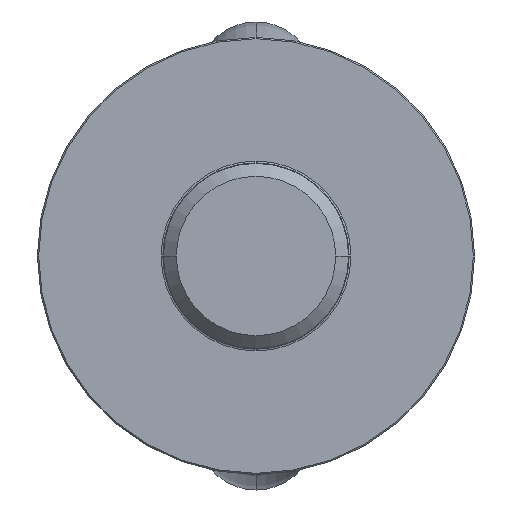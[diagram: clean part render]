
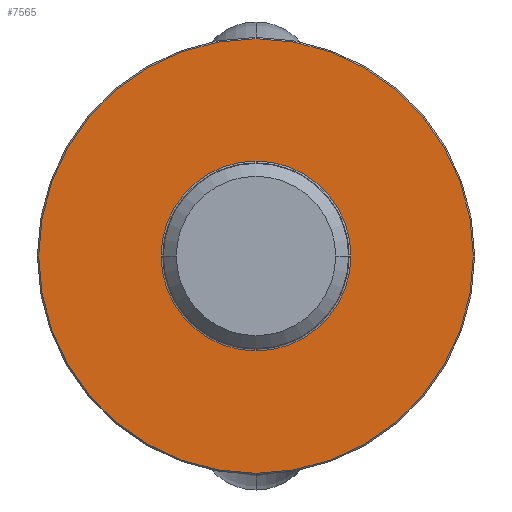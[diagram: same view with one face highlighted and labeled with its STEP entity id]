
A CAD part, front view. The second image highlights one B-rep face of the part: STEP entity #7565.
In plain terms, the highlighted planar face has unit normal (0, -1, 0).
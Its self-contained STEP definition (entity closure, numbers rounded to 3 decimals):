
#2=CARTESIAN_POINT('',(0.,0.,0.));
#3=DIRECTION('',(0.,-1.,0.));
#4=DIRECTION('',(1.,0.,0.));
#5=AXIS2_PLACEMENT_3D('',#2,#3,#4);
#7=CARTESIAN_POINT('',(0.,0.,0.));
#8=DIRECTION('',(0.,-1.,0.));
#9=DIRECTION('',(-1.,0.,0.));
#10=AXIS2_PLACEMENT_3D('',#7,#8,#9);
#12=CARTESIAN_POINT('',(0.,0.,0.));
#13=DIRECTION('',(0.,1.,0.));
#14=DIRECTION('',(1.,0.,0.));
#15=AXIS2_PLACEMENT_3D('',#12,#13,#14);
#30=CARTESIAN_POINT('',(0.,0.,0.));
#31=DIRECTION('',(0.,1.,0.));
#32=DIRECTION('',(-1.,0.,0.));
#33=AXIS2_PLACEMENT_3D('',#30,#31,#32);
#5764=CARTESIAN_POINT('',(36.914,0.,0.));
#5765=CARTESIAN_POINT('',(-36.914,0.,0.));
#5766=VERTEX_POINT('',#5764);
#5767=VERTEX_POINT('',#5765);
#5780=CARTESIAN_POINT('',(-84.5,0.,0.));
#5781=CARTESIAN_POINT('',(84.5,0.,0.));
#5782=VERTEX_POINT('',#5780);
#5783=VERTEX_POINT('',#5781);
#7548=CARTESIAN_POINT('',(0.,0.,0.));
#7549=DIRECTION('',(0.,1.,0.));
#7550=DIRECTION('',(1.,0.,0.));
#7551=AXIS2_PLACEMENT_3D('',#7548,#7549,#7550);
#7552=PLANE('',#7551);
#7554=ORIENTED_EDGE('',*,*,#7553,.T.);
#7556=ORIENTED_EDGE('',*,*,#7555,.T.);
#7557=EDGE_LOOP('',(#7554,#7556));
#7558=FACE_OUTER_BOUND('',#7557,.F.);
#7560=ORIENTED_EDGE('',*,*,#7559,.T.);
#7562=ORIENTED_EDGE('',*,*,#7561,.T.);
#7563=EDGE_LOOP('',(#7560,#7562));
#7564=FACE_BOUND('',#7563,.F.);
#7565=ADVANCED_FACE('',(#7558,#7564),#7552,.F.);
#6=CIRCLE('',#5,36.914);
#11=CIRCLE('',#10,36.914);
#16=CIRCLE('',#15,84.5);
#34=CIRCLE('',#33,84.5);
#7553=EDGE_CURVE('',#5783,#5782,#16,.T.);
#7555=EDGE_CURVE('',#5782,#5783,#34,.T.);
#7559=EDGE_CURVE('',#5766,#5767,#6,.T.);
#7561=EDGE_CURVE('',#5767,#5766,#11,.T.);
